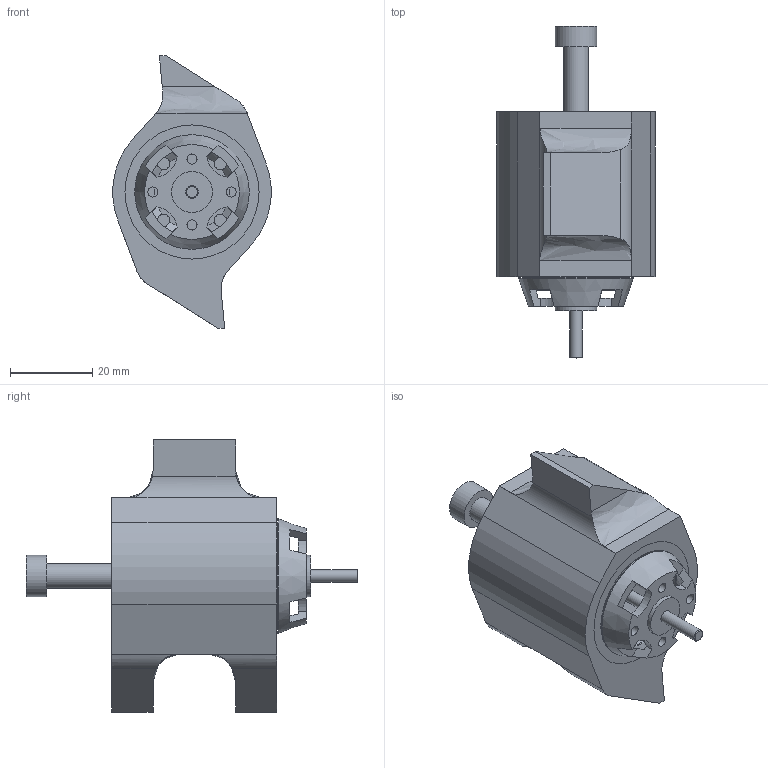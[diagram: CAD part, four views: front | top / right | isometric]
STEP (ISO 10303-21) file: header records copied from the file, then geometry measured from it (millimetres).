
FILE_DESCRIPTION(/* description */ (''),/* implementation_level */ '2;1');
FILE_NAME(/* name */ 'HUBMOTOR bumbleBeetleV2 com novo motor 2026.step',/* time_stamp */ '2026-02-18T14:01:49-03:00',/* author */ (''),/* organization */ (''),/* preprocessor_version */ 'ST-DEVELOPER v20.1',/* originating_system */ 'Autodesk Translation Framework v14.24.0.0',/* authorisation */ '');
FILE_SCHEMA (('AUTOMOTIVE_DESIGN { 1 0 10303 214 3 1 1 }'));
Length unit declared in the file: millimetre
Products named in the file (6): hubmotor prt.2; SURPASS HOBBY 2212 C2830 850KV_ASSY-01; SURPASS HOBBY 2212 C2830 850KV_BODY; SURPASS HOBBY 2212 C2830 850KV; ROLAMENTO 626; eixo retificado
Assembly tree (6 placements, depth 3):
  hubmotor prt.2
    SURPASS HOBBY 2212 C2830 850KV_ASSY-01
      SURPASS HOBBY 2212 C2830 850KV_BODY
      SURPASS HOBBY 2212 C2830 850KV
    ROLAMENTO 626  x2
    eixo retificado
Bounding box: 38.46 x 80.5 x 66 mm (x, y, z)
Volume: 51061.4 mm3; surface area: 28822.3 mm2
Topology: 8 solids, 8 shells, 132 faces, 385 edges, 253 vertices
Faces by surface type: plane 70, cylinder 50, cone 8, bspline 4
Full cylindrical faces by diameter (mm): 1.567 x4, 2.459 x4, 3 x6, 5 x1, 6 x3, 6.4 x2, 9 x1, 10 x2, 18.4 x1, 19 x2, 23.4 x1, 23.8 x1, 24.4 x2, 27 x1, 27.8 x2, 32.5 x2
Entity records: 4898 total; most frequent: CARTESIAN_POINT 1200, ORIENTED_EDGE 758, DIRECTION 746, EDGE_CURVE 379, AXIS2_PLACEMENT_3D 291, VERTEX_POINT 249, LINE 164, VECTOR 164
